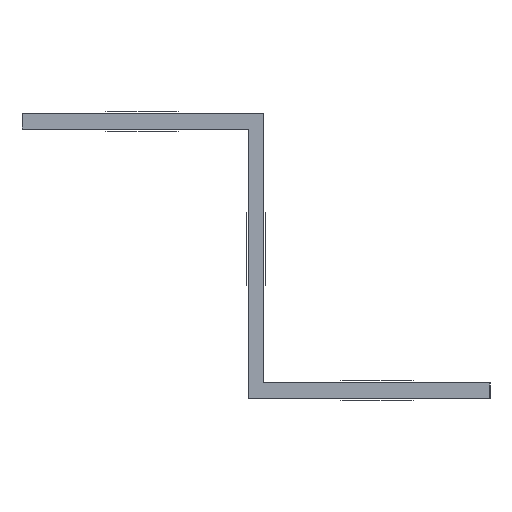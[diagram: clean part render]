
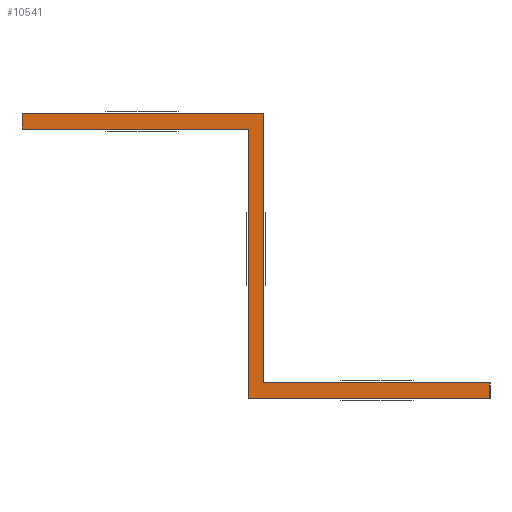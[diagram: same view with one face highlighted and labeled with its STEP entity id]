
A CAD part, left-side view. The second image highlights one B-rep face of the part: STEP entity #10541.
In plain terms, the highlighted planar face has unit normal (-1, 0, 0).
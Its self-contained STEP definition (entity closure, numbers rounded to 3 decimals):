
#925=FACE_OUTER_BOUND('',#1385,.T.);
#1385=EDGE_LOOP('',(#9611,#9612,#9613,#9614,#9615,#9616,#9617,#9618));
#3188=LINE('',#20506,#4112);
#3191=LINE('',#20512,#4115);
#3194=LINE('',#20518,#4118);
#3199=LINE('',#20527,#4123);
#3202=LINE('',#20533,#4126);
#3205=LINE('',#20539,#4129);
#3208=LINE('',#20546,#4132);
#3210=LINE('',#20549,#4134);
#4112=VECTOR('',#16409,1.);
#4115=VECTOR('',#16414,1.);
#4118=VECTOR('',#16419,1.);
#4123=VECTOR('',#16426,1.);
#4126=VECTOR('',#16431,1.);
#4129=VECTOR('',#16436,1.);
#4132=VECTOR('',#16443,1.);
#4134=VECTOR('',#16447,1.);
#5935=VERTEX_POINT('',#20502);
#5937=VERTEX_POINT('',#20505);
#5939=VERTEX_POINT('',#20511);
#5941=VERTEX_POINT('',#20517);
#5944=VERTEX_POINT('',#20524);
#5946=VERTEX_POINT('',#20531);
#5948=VERTEX_POINT('',#20537);
#5950=VERTEX_POINT('',#20545);
#7752=EDGE_CURVE('',#5935,#5937,#3188,.T.);
#7755=EDGE_CURVE('',#5939,#5937,#3191,.T.);
#7758=EDGE_CURVE('',#5941,#5939,#3194,.T.);
#7763=EDGE_CURVE('',#5941,#5944,#3199,.T.);
#7766=EDGE_CURVE('',#5946,#5935,#3202,.T.);
#7769=EDGE_CURVE('',#5948,#5946,#3205,.T.);
#7772=EDGE_CURVE('',#5950,#5948,#3208,.T.);
#7774=EDGE_CURVE('',#5944,#5950,#3210,.T.);
#9611=ORIENTED_EDGE('',*,*,#7763,.F.);
#9612=ORIENTED_EDGE('',*,*,#7758,.T.);
#9613=ORIENTED_EDGE('',*,*,#7755,.T.);
#9614=ORIENTED_EDGE('',*,*,#7752,.F.);
#9615=ORIENTED_EDGE('',*,*,#7766,.F.);
#9616=ORIENTED_EDGE('',*,*,#7769,.F.);
#9617=ORIENTED_EDGE('',*,*,#7772,.F.);
#9618=ORIENTED_EDGE('',*,*,#7774,.F.);
#10081=PLANE('',#12802);
#10541=ADVANCED_FACE('',(#925),#10081,.F.);
#12802=AXIS2_PLACEMENT_3D('',#20548,#16445,#16446);
#16409=DIRECTION('',(0.,1.,0.));
#16414=DIRECTION('',(0.,0.,-1.));
#16419=DIRECTION('',(0.,1.,0.));
#16426=DIRECTION('',(0.,0.,-1.));
#16431=DIRECTION('',(0.,0.,1.));
#16436=DIRECTION('',(0.,1.,0.));
#16443=DIRECTION('',(0.,0.,-1.));
#16445=DIRECTION('center_axis',(1.,0.,0.));
#16446=DIRECTION('ref_axis',(0.,0.,-1.));
#16447=DIRECTION('',(0.,-1.,0.));
#20502=CARTESIAN_POINT('',(24.733,49.406,25.667));
#20505=CARTESIAN_POINT('',(24.733,71.056,25.667));
#20506=CARTESIAN_POINT('',(24.733,48.056,25.667));
#20511=CARTESIAN_POINT('',(24.733,71.056,27.167));
#20512=CARTESIAN_POINT('',(24.733,71.056,25.817));
#20517=CARTESIAN_POINT('',(24.733,47.906,27.167));
#20518=CARTESIAN_POINT('',(24.733,48.056,27.167));
#20524=CARTESIAN_POINT('',(24.733,47.906,1.367));
#20527=CARTESIAN_POINT('',(24.733,47.906,27.167));
#20531=CARTESIAN_POINT('',(24.733,49.406,-0.133));
#20533=CARTESIAN_POINT('',(24.733,49.406,-0.133));
#20537=CARTESIAN_POINT('',(24.733,26.256,-0.133));
#20539=CARTESIAN_POINT('',(24.733,26.256,-0.133));
#20545=CARTESIAN_POINT('',(24.733,26.256,1.367));
#20546=CARTESIAN_POINT('',(24.733,26.256,1.367));
#20548=CARTESIAN_POINT('Origin',(24.733,37.756,0.692));
#20549=CARTESIAN_POINT('',(24.733,49.256,1.367));
